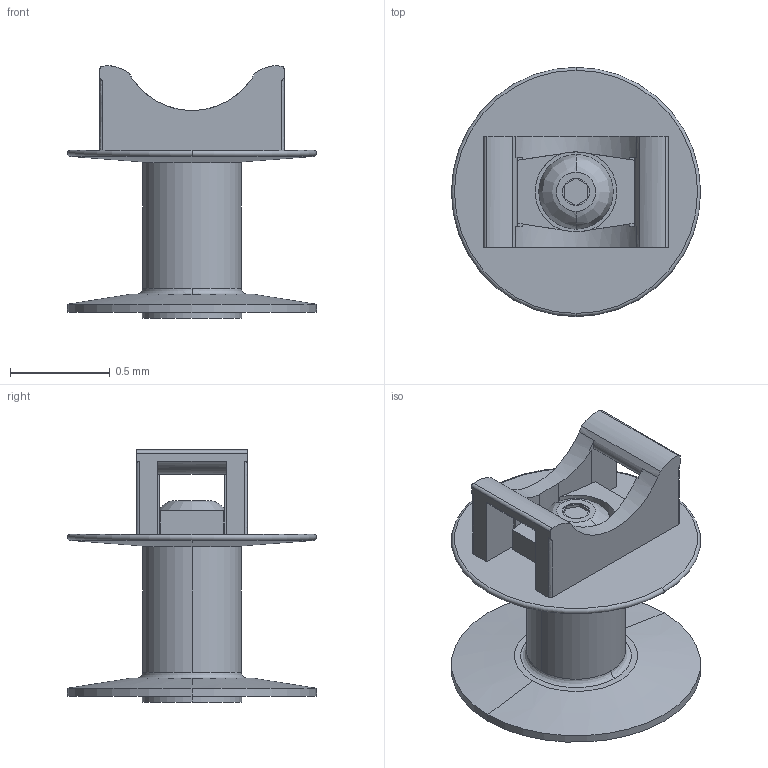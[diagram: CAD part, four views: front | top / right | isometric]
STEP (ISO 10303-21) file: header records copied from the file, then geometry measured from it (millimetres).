
FILE_DESCRIPTION((''),'2;1');
FILE_NAME('cb4591v5mcr12.stp','2009-10-29T13:37:18',(''),(''),'Mechanical Desktop 2008','Mechanical Desktop 2008',', , ');
FILE_SCHEMA(('CONFIG_CONTROL_DESIGN'));
Length unit declared in the file: millimetre
Products named in the file (1): CB4591V5MCR12
Bounding box: 1.25 x 1.25 x 1.27 mm (x, y, z)
Volume: 0.3 mm3; surface area: 10.2 mm2
Topology: 5 solids, 5 shells, 221 faces, 562 edges, 351 vertices
Faces by surface type: cone 68, bspline 53, cylinder 50, plane 48, torus 2
Entity records: 9344 total; most frequent: CARTESIAN_POINT 3850, DIRECTION 1208, ORIENTED_EDGE 1124, EDGE_CURVE 562, AXIS2_PLACEMENT_3D 483, VERTEX_POINT 351, CIRCLE 290, VECTOR 242
